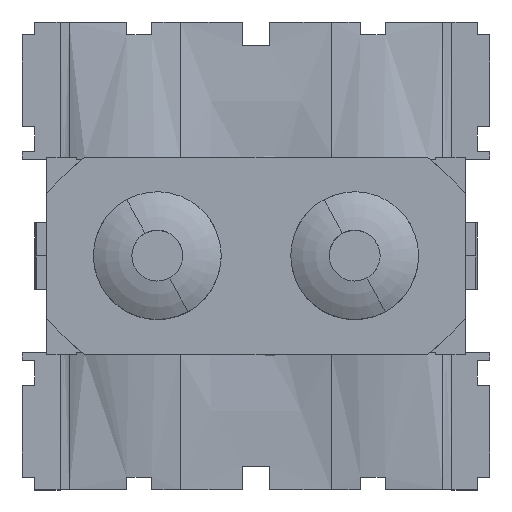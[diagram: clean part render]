
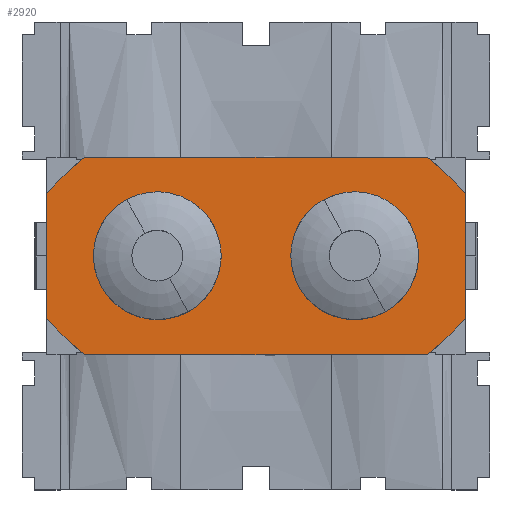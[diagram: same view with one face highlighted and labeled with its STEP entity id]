
A CAD part, top view. The second image highlights one B-rep face of the part: STEP entity #2920.
In plain terms, the highlighted planar face has unit normal (0, 0, 1).
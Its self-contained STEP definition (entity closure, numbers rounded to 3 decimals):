
#2752=AXIS2_PLACEMENT_3D('Plane Axis2P3D',#2749,#2750,#2751) ;
#2756=AXIS2_PLACEMENT_3D('Circle Axis2P3D',#2754,#2755,$) ;
#2786=AXIS2_PLACEMENT_3D('Circle Axis2P3D',#2784,#2785,$) ;
#2800=AXIS2_PLACEMENT_3D('Circle Axis2P3D',#2798,#2799,$) ;
#2828=AXIS2_PLACEMENT_3D('Circle Axis2P3D',#2826,#2827,$) ;
#2854=AXIS2_PLACEMENT_3D('Circle Axis2P3D',#2852,#2853,$) ;
#2870=AXIS2_PLACEMENT_3D('Circle Axis2P3D',#2868,#2869,$) ;
#2897=AXIS2_PLACEMENT_3D('Circle Axis2P3D',#2895,#2896,$) ;
#2911=AXIS2_PLACEMENT_3D('Circle Axis2P3D',#2909,#2910,$) ;
#2749=CARTESIAN_POINT('Axis2P3D Location',(0.,0.,6.75)) ;
#2754=CARTESIAN_POINT('Axis2P3D Location',(0.,-11.25,6.75)) ;
#2758=CARTESIAN_POINT('Vertex',(-16.483,9.5,6.75)) ;
#2760=CARTESIAN_POINT('Vertex',(-20.125,5.99,6.75)) ;
#2763=CARTESIAN_POINT('Line Origine',(-20.138,5.99,6.75)) ;
#2767=CARTESIAN_POINT('Vertex',(-20.15,5.99,6.75)) ;
#2770=CARTESIAN_POINT('Line Origine',(-20.15,0.,6.75)) ;
#2774=CARTESIAN_POINT('Vertex',(-20.15,-5.99,6.75)) ;
#2777=CARTESIAN_POINT('Line Origine',(-20.138,-5.99,6.75)) ;
#2781=CARTESIAN_POINT('Vertex',(-20.125,-5.99,6.75)) ;
#2784=CARTESIAN_POINT('Axis2P3D Location',(0.,11.25,6.75)) ;
#2788=CARTESIAN_POINT('Vertex',(-16.483,-9.5,6.75)) ;
#2791=CARTESIAN_POINT('Line Origine',(0.,-9.5,6.75)) ;
#2795=CARTESIAN_POINT('Vertex',(16.483,-9.5,6.75)) ;
#2798=CARTESIAN_POINT('Axis2P3D Location',(0.,11.25,6.75)) ;
#2802=CARTESIAN_POINT('Vertex',(20.125,-5.99,6.75)) ;
#2805=CARTESIAN_POINT('Line Origine',(20.138,-5.99,6.75)) ;
#2809=CARTESIAN_POINT('Vertex',(20.15,-5.99,6.75)) ;
#2812=CARTESIAN_POINT('Line Origine',(20.15,0.,6.75)) ;
#2816=CARTESIAN_POINT('Vertex',(20.15,5.99,6.75)) ;
#2819=CARTESIAN_POINT('Line Origine',(20.138,5.99,6.75)) ;
#2823=CARTESIAN_POINT('Vertex',(20.125,5.99,6.75)) ;
#2826=CARTESIAN_POINT('Axis2P3D Location',(0.,-11.25,6.75)) ;
#2830=CARTESIAN_POINT('Vertex',(16.483,9.5,6.75)) ;
#2833=CARTESIAN_POINT('Line Origine',(0.,9.5,6.75)) ;
#2852=CARTESIAN_POINT('Axis2P3D Location',(-9.5,0.,6.75)) ;
#2856=CARTESIAN_POINT('Vertex',(-6.401,-3.6,6.75)) ;
#2858=CARTESIAN_POINT('Vertex',(-6.401,3.6,6.75)) ;
#2861=CARTESIAN_POINT('Line Origine',(-9.5,-3.6,6.75)) ;
#2865=CARTESIAN_POINT('Vertex',(-12.599,-3.6,6.75)) ;
#2868=CARTESIAN_POINT('Axis2P3D Location',(-9.5,0.,6.75)) ;
#2872=CARTESIAN_POINT('Vertex',(-12.599,3.6,6.75)) ;
#2875=CARTESIAN_POINT('Line Origine',(-9.5,3.6,6.75)) ;
#2886=CARTESIAN_POINT('Line Origine',(9.5,3.6,6.75)) ;
#2890=CARTESIAN_POINT('Vertex',(6.401,3.6,6.75)) ;
#2892=CARTESIAN_POINT('Vertex',(12.599,3.6,6.75)) ;
#2895=CARTESIAN_POINT('Axis2P3D Location',(9.5,0.,6.75)) ;
#2899=CARTESIAN_POINT('Vertex',(12.599,-3.6,6.75)) ;
#2902=CARTESIAN_POINT('Line Origine',(9.5,-3.6,6.75)) ;
#2906=CARTESIAN_POINT('Vertex',(6.401,-3.6,6.75)) ;
#2909=CARTESIAN_POINT('Axis2P3D Location',(9.5,0.,6.75)) ;
#2750=DIRECTION('Axis2P3D Direction',(0.,0.,1.)) ;
#2751=DIRECTION('Axis2P3D XDirection',(1.,0.,0.)) ;
#2755=DIRECTION('Axis2P3D Direction',(0.,0.,1.)) ;
#2764=DIRECTION('Vector Direction',(-1.,0.,0.)) ;
#2771=DIRECTION('Vector Direction',(0.,-1.,0.)) ;
#2778=DIRECTION('Vector Direction',(-1.,0.,0.)) ;
#2785=DIRECTION('Axis2P3D Direction',(0.,0.,1.)) ;
#2792=DIRECTION('Vector Direction',(-1.,0.,0.)) ;
#2799=DIRECTION('Axis2P3D Direction',(0.,0.,1.)) ;
#2806=DIRECTION('Vector Direction',(1.,0.,0.)) ;
#2813=DIRECTION('Vector Direction',(0.,-1.,0.)) ;
#2820=DIRECTION('Vector Direction',(1.,0.,0.)) ;
#2827=DIRECTION('Axis2P3D Direction',(0.,0.,1.)) ;
#2834=DIRECTION('Vector Direction',(1.,0.,0.)) ;
#2853=DIRECTION('Axis2P3D Direction',(0.,0.,1.)) ;
#2862=DIRECTION('Vector Direction',(1.,0.,0.)) ;
#2869=DIRECTION('Axis2P3D Direction',(0.,0.,1.)) ;
#2876=DIRECTION('Vector Direction',(1.,0.,0.)) ;
#2887=DIRECTION('Vector Direction',(1.,0.,0.)) ;
#2896=DIRECTION('Axis2P3D Direction',(0.,0.,1.)) ;
#2903=DIRECTION('Vector Direction',(1.,0.,0.)) ;
#2910=DIRECTION('Axis2P3D Direction',(0.,0.,1.)) ;
#2765=VECTOR('Line Direction',#2764,1.) ;
#2772=VECTOR('Line Direction',#2771,1.) ;
#2779=VECTOR('Line Direction',#2778,1.) ;
#2793=VECTOR('Line Direction',#2792,1.) ;
#2807=VECTOR('Line Direction',#2806,1.) ;
#2814=VECTOR('Line Direction',#2813,1.) ;
#2821=VECTOR('Line Direction',#2820,1.) ;
#2835=VECTOR('Line Direction',#2834,1.) ;
#2863=VECTOR('Line Direction',#2862,1.) ;
#2877=VECTOR('Line Direction',#2876,1.) ;
#2888=VECTOR('Line Direction',#2887,1.) ;
#2904=VECTOR('Line Direction',#2903,1.) ;
#2839=ORIENTED_EDGE('',*,*,#2762,.T.) ;
#2840=ORIENTED_EDGE('',*,*,#2769,.T.) ;
#2841=ORIENTED_EDGE('',*,*,#2776,.T.) ;
#2842=ORIENTED_EDGE('',*,*,#2783,.F.) ;
#2843=ORIENTED_EDGE('',*,*,#2790,.T.) ;
#2844=ORIENTED_EDGE('',*,*,#2797,.T.) ;
#2845=ORIENTED_EDGE('',*,*,#2804,.T.) ;
#2846=ORIENTED_EDGE('',*,*,#2811,.T.) ;
#2847=ORIENTED_EDGE('',*,*,#2818,.F.) ;
#2848=ORIENTED_EDGE('',*,*,#2825,.F.) ;
#2849=ORIENTED_EDGE('',*,*,#2832,.T.) ;
#2850=ORIENTED_EDGE('',*,*,#2837,.T.) ;
#2881=ORIENTED_EDGE('',*,*,#2860,.F.) ;
#2882=ORIENTED_EDGE('',*,*,#2867,.F.) ;
#2883=ORIENTED_EDGE('',*,*,#2874,.F.) ;
#2884=ORIENTED_EDGE('',*,*,#2879,.T.) ;
#2915=ORIENTED_EDGE('',*,*,#2894,.T.) ;
#2916=ORIENTED_EDGE('',*,*,#2901,.F.) ;
#2917=ORIENTED_EDGE('',*,*,#2908,.F.) ;
#2918=ORIENTED_EDGE('',*,*,#2913,.F.) ;
#2885=FACE_BOUND('',#2880,.T.) ;
#2919=FACE_BOUND('',#2914,.T.) ;
#2920=ADVANCED_FACE('EG00856AA\\Corps principal',(#2851,#2885,#2919),#2753,.T.) ;
#2757=CIRCLE('generated circle',#2756,26.5) ;
#2787=CIRCLE('generated circle',#2786,26.5) ;
#2801=CIRCLE('generated circle',#2800,26.5) ;
#2829=CIRCLE('generated circle',#2828,26.5) ;
#2855=CIRCLE('generated circle',#2854,4.75) ;
#2871=CIRCLE('generated circle',#2870,4.75) ;
#2898=CIRCLE('generated circle',#2897,4.75) ;
#2912=CIRCLE('generated circle',#2911,4.75) ;
#2762=EDGE_CURVE('',#2759,#2761,#2757,.T.) ;
#2769=EDGE_CURVE('',#2761,#2768,#2766,.T.) ;
#2776=EDGE_CURVE('',#2768,#2775,#2773,.T.) ;
#2783=EDGE_CURVE('',#2782,#2775,#2780,.T.) ;
#2790=EDGE_CURVE('',#2782,#2789,#2787,.T.) ;
#2797=EDGE_CURVE('',#2789,#2796,#2794,.F.) ;
#2804=EDGE_CURVE('',#2796,#2803,#2801,.T.) ;
#2811=EDGE_CURVE('',#2803,#2810,#2808,.T.) ;
#2818=EDGE_CURVE('',#2817,#2810,#2815,.T.) ;
#2825=EDGE_CURVE('',#2824,#2817,#2822,.T.) ;
#2832=EDGE_CURVE('',#2824,#2831,#2829,.T.) ;
#2837=EDGE_CURVE('',#2831,#2759,#2836,.F.) ;
#2860=EDGE_CURVE('',#2857,#2859,#2855,.T.) ;
#2867=EDGE_CURVE('',#2866,#2857,#2864,.T.) ;
#2874=EDGE_CURVE('',#2873,#2866,#2871,.T.) ;
#2879=EDGE_CURVE('',#2873,#2859,#2878,.T.) ;
#2894=EDGE_CURVE('',#2891,#2893,#2889,.T.) ;
#2901=EDGE_CURVE('',#2900,#2893,#2898,.T.) ;
#2908=EDGE_CURVE('',#2907,#2900,#2905,.T.) ;
#2913=EDGE_CURVE('',#2891,#2907,#2912,.T.) ;
#2838=EDGE_LOOP('',(#2839,#2840,#2841,#2842,#2843,#2844,#2845,#2846,#2847,#2848,#2849,#2850)) ;
#2880=EDGE_LOOP('',(#2881,#2882,#2883,#2884)) ;
#2914=EDGE_LOOP('',(#2915,#2916,#2917,#2918)) ;
#2851=FACE_OUTER_BOUND('',#2838,.T.) ;
#2766=LINE('Line',#2763,#2765) ;
#2773=LINE('Line',#2770,#2772) ;
#2780=LINE('Line',#2777,#2779) ;
#2794=LINE('Line',#2791,#2793) ;
#2808=LINE('Line',#2805,#2807) ;
#2815=LINE('Line',#2812,#2814) ;
#2822=LINE('Line',#2819,#2821) ;
#2836=LINE('Line',#2833,#2835) ;
#2864=LINE('Line',#2861,#2863) ;
#2878=LINE('Line',#2875,#2877) ;
#2889=LINE('Line',#2886,#2888) ;
#2905=LINE('Line',#2902,#2904) ;
#2753=PLANE('',#2752) ;
#2759=VERTEX_POINT('',#2758) ;
#2761=VERTEX_POINT('',#2760) ;
#2768=VERTEX_POINT('',#2767) ;
#2775=VERTEX_POINT('',#2774) ;
#2782=VERTEX_POINT('',#2781) ;
#2789=VERTEX_POINT('',#2788) ;
#2796=VERTEX_POINT('',#2795) ;
#2803=VERTEX_POINT('',#2802) ;
#2810=VERTEX_POINT('',#2809) ;
#2817=VERTEX_POINT('',#2816) ;
#2824=VERTEX_POINT('',#2823) ;
#2831=VERTEX_POINT('',#2830) ;
#2857=VERTEX_POINT('',#2856) ;
#2859=VERTEX_POINT('',#2858) ;
#2866=VERTEX_POINT('',#2865) ;
#2873=VERTEX_POINT('',#2872) ;
#2891=VERTEX_POINT('',#2890) ;
#2893=VERTEX_POINT('',#2892) ;
#2900=VERTEX_POINT('',#2899) ;
#2907=VERTEX_POINT('',#2906) ;
